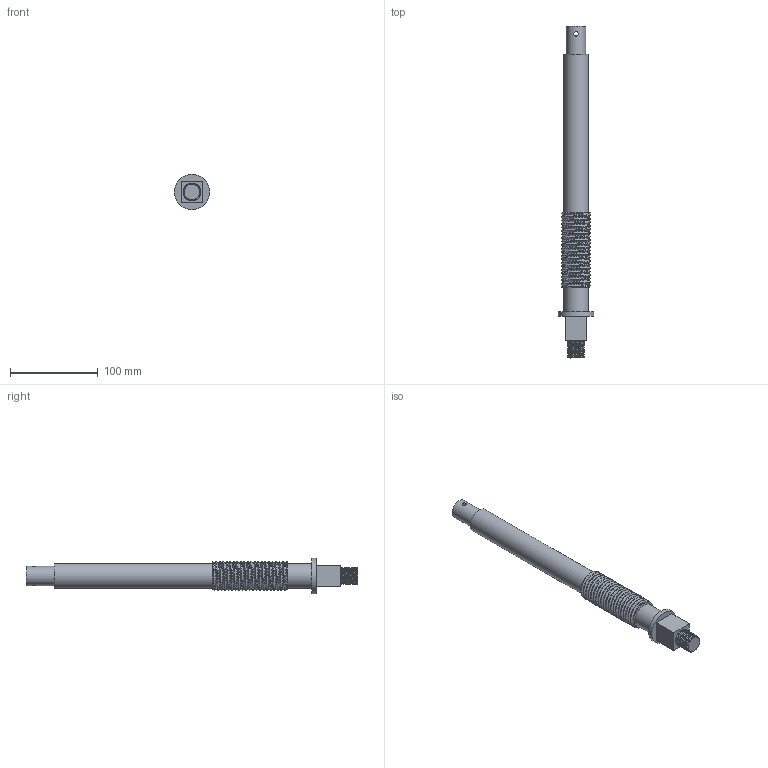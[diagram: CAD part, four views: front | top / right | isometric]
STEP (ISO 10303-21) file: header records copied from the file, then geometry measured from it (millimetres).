
FILE_DESCRIPTION (( 'STEP AP214' ), '1' );
FILE_NAME ('Spindle.STEP', '2025-02-18T17:59:34', ( '' ), ( '' ), 'SwSTEP 2.0', 'SolidWorks 2025', '' );
FILE_SCHEMA (( 'AUTOMOTIVE_DESIGN' ));
Length unit declared in the file: millimetre
Products named in the file (1): Spindle
Bounding box: 40 x 377.6 x 40 mm (x, y, z)
Volume: 232164.3 mm3; surface area: 42072 mm2
Topology: 1 solids, 1 shells, 25 faces, 54 edges, 36 vertices
Faces by surface type: plane 11, cylinder 7, bspline 6, sphere 1
Full cylindrical faces by diameter (mm): 5 x1, 22 x1, 28 x2, 40 x1
Entity records: 8928 total; most frequent: CARTESIAN_POINT 8451, ORIENTED_EDGE 92, DIRECTION 76, EDGE_CURVE 46, EDGE_LOOP 38, VERTEX_POINT 34, AXIS2_PLACEMENT_3D 32, FACE_OUTER_BOUND 30
